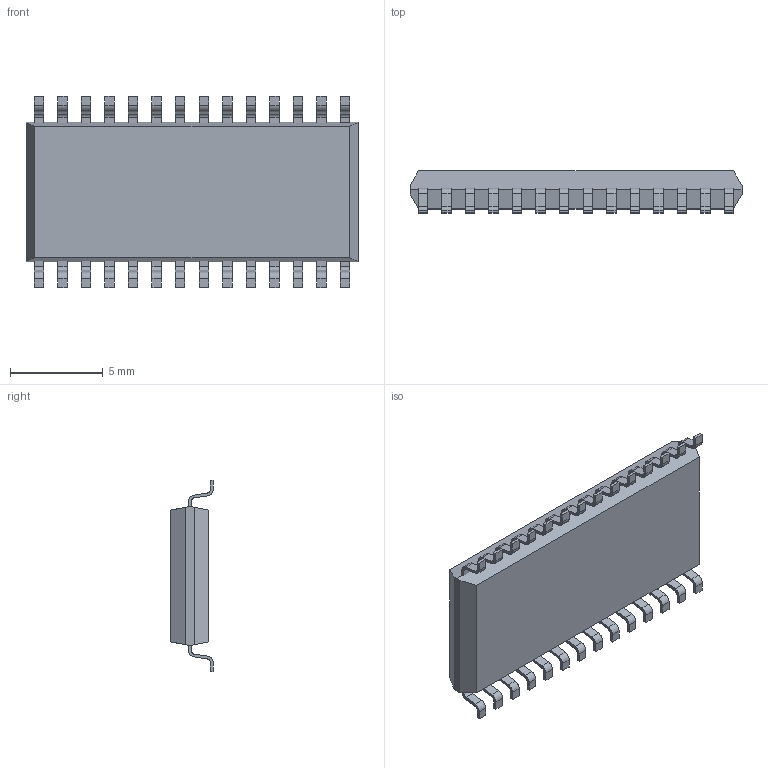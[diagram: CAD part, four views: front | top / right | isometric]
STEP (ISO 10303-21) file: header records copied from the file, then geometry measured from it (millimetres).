
FILE_DESCRIPTION( ( '' ), ' ' );
FILE_NAME( '5b4883615b1e930f65b37143.step', '2018-07-13T11:00:24', ( '' ), ( '' ), ' ', ' ', ' ' );
FILE_SCHEMA( ( 'AUTOMOTIVE_DESIGN { 1 0 10303 214 1 1 1 1 }' ) );
Length unit declared in the file: metre
Products named in the file (27): 1; 2; 3; 4; 5; 6; 7; 8; 9; 10; 11; 12; 13; 14; 15; 16; 17; 18; 19; 20; 21; 22; 23; 24; 25; 26; 27
Bounding box: 17.9 x 2.27 x 10.3 mm (x, y, z)
Volume: 267.7 mm3; surface area: 441.9 mm2
Topology: 27 solids, 27 shells, 404 faces, 1047 edges, 698 vertices
Faces by surface type: plane 291, cylinder 112, bspline 1
Entity records: 15823 total; most frequent: CARTESIAN_POINT 2202, DIRECTION 2132, ORIENTED_EDGE 2092, EDGE_CURVE 1046, LINE 820, VECTOR 820, VERTEX_POINT 698, AXIS2_PLACEMENT_3D 656
